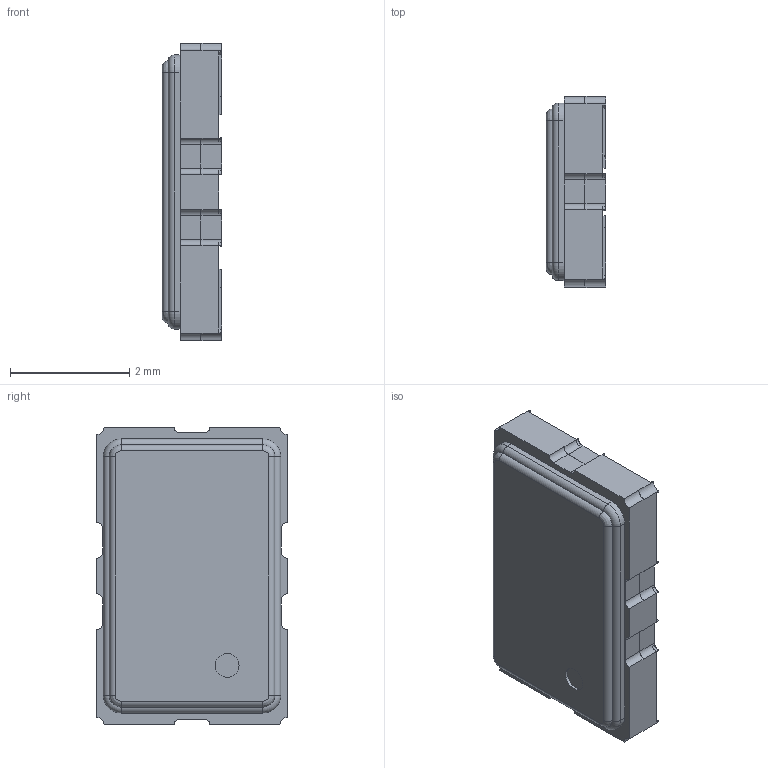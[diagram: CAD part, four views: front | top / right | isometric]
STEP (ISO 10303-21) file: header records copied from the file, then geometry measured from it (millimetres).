
FILE_DESCRIPTION(/* description */ (''),/* implementation_level */ '2;1');
FILE_NAME(/* name */ 'Ceramic_5032_10pins.stp',/* time_stamp */ '2017-09-15T11:37:40+03:00',/* author */ ('Oleh Se'),/* organization */ (''),/* preprocessor_version */ 'ST-DEVELOPER v15.6',/* originating_system */ 'Autodesk Inventor 2015',/* authorisation */ '');
FILE_SCHEMA (('AUTOMOTIVE_DESIGN { 1 0 10303 214 3 1 1 }'));
Length unit declared in the file: millimetre
Products named in the file (1): Ceramic_5032_10pins
Bounding box: 1 x 3.2 x 5 mm (x, y, z)
Volume: 14.4 mm3; surface area: 47.2 mm2
Topology: 1 solids, 1 shells, 178 faces, 506 edges, 332 vertices
Faces by surface type: plane 105, cylinder 65, bspline 4, torus 4
Full cylindrical faces by diameter (mm): 0.4 x1
Entity records: 6020 total; most frequent: CARTESIAN_POINT 1048, ORIENTED_EDGE 1010, DIRECTION 993, EDGE_CURVE 505, LINE 367, VECTOR 367, VERTEX_POINT 332, AXIS2_PLACEMENT_3D 313
